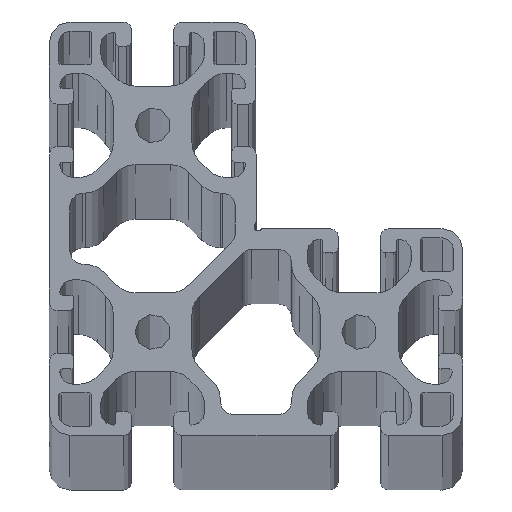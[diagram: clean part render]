
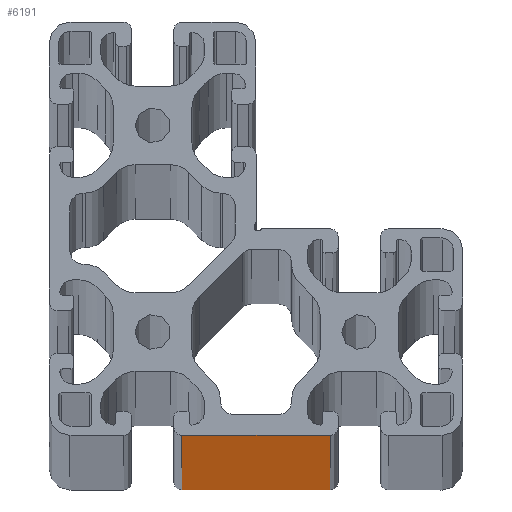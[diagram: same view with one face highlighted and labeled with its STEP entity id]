
A CAD part, top view. The second image highlights one B-rep face of the part: STEP entity #6191.
In plain terms, the highlighted planar face has unit normal (0, -1, 0).
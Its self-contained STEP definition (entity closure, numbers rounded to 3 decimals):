
#127=PLANE('',#6750);
#387=FACE_OUTER_BOUND('',#702,.T.);
#702=EDGE_LOOP('',(#4758,#4759,#4760,#4761));
#1221=LINE('',#10102,#1826);
#1222=LINE('',#10106,#1827);
#1223=LINE('',#10108,#1828);
#1224=LINE('',#10109,#1829);
#1826=VECTOR('',#8215,1000.);
#1827=VECTOR('',#8220,1000.);
#1828=VECTOR('',#8221,1000.);
#1829=VECTOR('',#8222,1000.);
#2785=VERTEX_POINT('',#10099);
#2786=VERTEX_POINT('',#10101);
#2787=VERTEX_POINT('',#10105);
#2788=VERTEX_POINT('',#10107);
#3614=EDGE_CURVE('',#2786,#2785,#1221,.T.);
#3616=EDGE_CURVE('',#2787,#2785,#1222,.T.);
#3617=EDGE_CURVE('',#2788,#2787,#1223,.T.);
#3618=EDGE_CURVE('',#2788,#2786,#1224,.T.);
#4758=ORIENTED_EDGE('',*,*,#3616,.F.);
#4759=ORIENTED_EDGE('',*,*,#3617,.F.);
#4760=ORIENTED_EDGE('',*,*,#3618,.T.);
#4761=ORIENTED_EDGE('',*,*,#3614,.T.);
#6191=ADVANCED_FACE('',(#387),#127,.T.);
#6750=AXIS2_PLACEMENT_3D('',#10104,#8218,#8219);
#8215=DIRECTION('',(0.,0.,1.));
#8218=DIRECTION('center_axis',(0.,-1.,0.));
#8219=DIRECTION('ref_axis',(1.,0.,0.));
#8220=DIRECTION('',(1.,0.,0.));
#8221=DIRECTION('',(0.,0.,1.));
#8222=DIRECTION('',(1.,0.,0.));
#10099=CARTESIAN_POINT('',(14.4,-40.,0.));
#10101=CARTESIAN_POINT('',(14.4,-40.,-6060.));
#10102=CARTESIAN_POINT('',(14.4,-40.,-6060.));
#10104=CARTESIAN_POINT('Origin',(-14.4,-40.,-6060.));
#10105=CARTESIAN_POINT('',(-14.4,-40.,0.));
#10106=CARTESIAN_POINT('',(-14.4,-40.,0.));
#10107=CARTESIAN_POINT('',(-14.4,-40.,-6060.));
#10108=CARTESIAN_POINT('',(-14.4,-40.,-6060.));
#10109=CARTESIAN_POINT('',(-14.4,-40.,-6060.));
